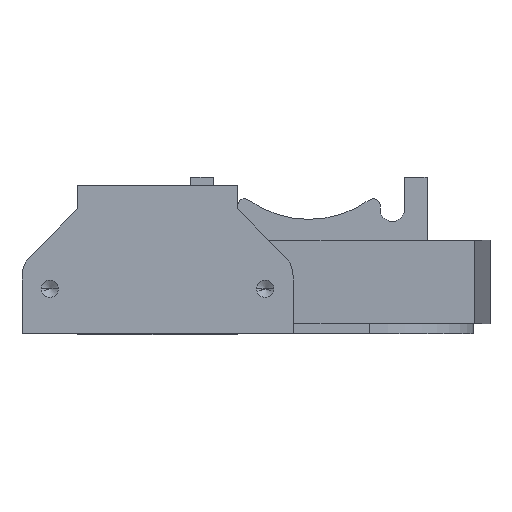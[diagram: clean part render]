
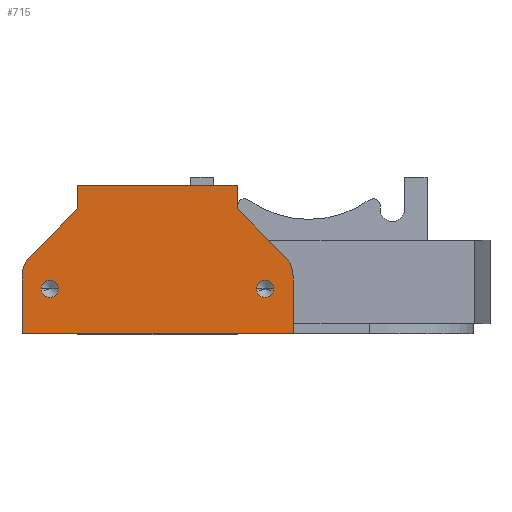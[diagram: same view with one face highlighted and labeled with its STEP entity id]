
A CAD part, left-side view. The second image highlights one B-rep face of the part: STEP entity #715.
In plain terms, the highlighted planar face has unit normal (-1, 0, 0).
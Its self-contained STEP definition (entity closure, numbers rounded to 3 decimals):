
#180 = FACE_OUTER_BOUND ( 'NONE', #2195, .T. ) ;
#193 = EDGE_CURVE ( 'NONE', #1932, #1778, #499, .T. ) ;
#208 = VERTEX_POINT ( 'NONE', #6422 ) ;
#344 = CARTESIAN_POINT ( 'NONE',  ( -82.317, 8.343, -7.978 ) ) ;
#499 = CIRCLE ( 'NONE', #5526, 4. ) ;
#534 = LINE ( 'NONE', #4284, #5111 ) ;
#594 = EDGE_LOOP ( 'NONE', ( #4506, #2793 ) ) ;
#624 = CARTESIAN_POINT ( 'NONE',  ( -82.317, 18., 0.022 ) ) ;
#715 = ADVANCED_FACE ( 'NONE', ( #4396, #4229, #180 ), #2111, .F. ) ;
#757 = EDGE_CURVE ( 'NONE', #5045, #208, #4700, .T. ) ;
#792 = EDGE_CURVE ( 'NONE', #4435, #1338, #3217, .T. ) ;
#815 = CARTESIAN_POINT ( 'NONE',  ( -82.317, 11.172, 29.851 ) ) ;
#853 = CARTESIAN_POINT ( 'NONE',  ( -82.317, 6.5, 28.272 ) ) ;
#952 = CARTESIAN_POINT ( 'NONE',  ( -82.317, 0., 31.022 ) ) ;
#992 = VECTOR ( 'NONE', #2969, 1000. ) ;
#1025 = CARTESIAN_POINT ( 'NONE',  ( -82.317, 6.5, 25.772 ) ) ;
#1029 = AXIS2_PLACEMENT_3D ( 'NONE', #1666, #4211, #5190 ) ;
#1089 = CARTESIAN_POINT ( 'NONE',  ( -82.317, 21.312, 23.022 ) ) ;
#1100 = VERTEX_POINT ( 'NONE', #4416 ) ;
#1115 = DIRECTION ( 'NONE',  ( -1., 0., 0. ) ) ;
#1117 = LINE ( 'NONE', #3717, #2064 ) ;
#1172 = ORIENTED_EDGE ( 'NONE', *, *, #3030, .F. ) ;
#1190 = VECTOR ( 'NONE', #5962, 1000. ) ;
#1217 = EDGE_CURVE ( 'NONE', #5494, #4283, #2659, .T. ) ;
#1338 = VERTEX_POINT ( 'NONE', #853 ) ;
#1404 = CIRCLE ( 'NONE', #5479, 4. ) ;
#1457 = CARTESIAN_POINT ( 'NONE',  ( -82.317, 18., 23.022 ) ) ;
#1552 = EDGE_CURVE ( 'NONE', #208, #2959, #1404, .T. ) ;
#1558 = VECTOR ( 'NONE', #4622, 1000. ) ;
#1641 = LINE ( 'NONE', #4918, #3363 ) ;
#1643 = EDGE_CURVE ( 'NONE', #4508, #1721, #6230, .T. ) ;
#1666 = CARTESIAN_POINT ( 'NONE',  ( -82.317, 6.5, -3.978 ) ) ;
#1680 = CARTESIAN_POINT ( 'NONE',  ( -82.317, 21.312, 0.022 ) ) ;
#1687 = CARTESIAN_POINT ( 'NONE',  ( -82.317, 0., -7.978 ) ) ;
#1719 = LINE ( 'NONE', #1687, #3279 ) ;
#1721 = VERTEX_POINT ( 'NONE', #1680 ) ;
#1749 = DIRECTION ( 'NONE',  ( 0., 0.707, -0.707 ) ) ;
#1778 = VERTEX_POINT ( 'NONE', #344 ) ;
#1860 = EDGE_CURVE ( 'NONE', #5430, #1932, #1641, .T. ) ;
#1932 = VERTEX_POINT ( 'NONE', #4883 ) ;
#1948 = CARTESIAN_POINT ( 'NONE',  ( -82.317, 6.5, -3.978 ) ) ;
#1957 = CARTESIAN_POINT ( 'NONE',  ( -82.317, 6.5, 27.022 ) ) ;
#1976 = CARTESIAN_POINT ( 'NONE',  ( -82.317, 8.343, -3.978 ) ) ;
#1977 = VECTOR ( 'NONE', #4431, 1000. ) ;
#1990 = CIRCLE ( 'NONE', #5683, 1.25 ) ;
#2064 = VECTOR ( 'NONE', #1749, 1000. ) ;
#2074 = ORIENTED_EDGE ( 'NONE', *, *, #1552, .T. ) ;
#2111 = PLANE ( 'NONE',  #5995 ) ;
#2183 = EDGE_CURVE ( 'NONE', #1778, #1100, #1719, .T. ) ;
#2195 = EDGE_LOOP ( 'NONE', ( #4584, #6138, #4763, #4020, #4513, #3506, #1172, #3871, #2074, #3125 ) ) ;
#2391 = EDGE_CURVE ( 'NONE', #5430, #1721, #3824, .T. ) ;
#2608 = DIRECTION ( 'NONE',  ( 0., 0., 1. ) ) ;
#2632 = EDGE_LOOP ( 'NONE', ( #5407, #2936 ) ) ;
#2659 = CIRCLE ( 'NONE', #1029, 1.25 ) ;
#2793 = ORIENTED_EDGE ( 'NONE', *, *, #1217, .F. ) ;
#2936 = ORIENTED_EDGE ( 'NONE', *, *, #792, .F. ) ;
#2959 = VERTEX_POINT ( 'NONE', #815 ) ;
#2961 = AXIS2_PLACEMENT_3D ( 'NONE', #1957, #4885, #3947 ) ;
#2969 = DIRECTION ( 'NONE',  ( 0., 1., 0. ) ) ;
#2995 = DIRECTION ( 'NONE',  ( -1., 0., 0. ) ) ;
#3010 = DIRECTION ( 'NONE',  ( 0., 0., -1. ) ) ;
#3030 = EDGE_CURVE ( 'NONE', #5045, #1100, #534, .T. ) ;
#3125 = ORIENTED_EDGE ( 'NONE', *, *, #5058, .T. ) ;
#3163 = CARTESIAN_POINT ( 'NONE',  ( -82.317, 21.312, 0.022 ) ) ;
#3179 = DIRECTION ( 'NONE',  ( 0., 0., 1. ) ) ;
#3195 = DIRECTION ( 'NONE',  ( 0., -1., 0. ) ) ;
#3217 = CIRCLE ( 'NONE', #2961, 1.25 ) ;
#3243 = DIRECTION ( 'NONE',  ( 1., 0., 0. ) ) ;
#3279 = VECTOR ( 'NONE', #3195, 1000. ) ;
#3363 = VECTOR ( 'NONE', #5873, 1000. ) ;
#3506 = ORIENTED_EDGE ( 'NONE', *, *, #2183, .T. ) ;
#3717 = CARTESIAN_POINT ( 'NONE',  ( -82.317, 29.55, 11.472 ) ) ;
#3757 = DIRECTION ( 'NONE',  ( 0., 0., -1. ) ) ;
#3770 = CARTESIAN_POINT ( 'NONE',  ( -82.317, 6.5, -5.228 ) ) ;
#3824 = LINE ( 'NONE', #5954, #992 ) ;
#3871 = ORIENTED_EDGE ( 'NONE', *, *, #757, .T. ) ;
#3947 = DIRECTION ( 'NONE',  ( 0., 0., 1. ) ) ;
#4020 = ORIENTED_EDGE ( 'NONE', *, *, #1860, .T. ) ;
#4054 = AXIS2_PLACEMENT_3D ( 'NONE', #5646, #1115, #3179 ) ;
#4122 = EDGE_CURVE ( 'NONE', #1338, #4435, #4423, .T. ) ;
#4181 = CARTESIAN_POINT ( 'NONE',  ( -82.317, 0., 31.022 ) ) ;
#4211 = DIRECTION ( 'NONE',  ( -1., 0., 0. ) ) ;
#4229 = FACE_BOUND ( 'NONE', #2632, .T. ) ;
#4283 = VERTEX_POINT ( 'NONE', #4925 ) ;
#4284 = CARTESIAN_POINT ( 'NONE',  ( -82.317, 0., 23.022 ) ) ;
#4395 = DIRECTION ( 'NONE',  ( 0., 0., -1. ) ) ;
#4396 = FACE_BOUND ( 'NONE', #594, .T. ) ;
#4416 = CARTESIAN_POINT ( 'NONE',  ( -82.317, 0., -7.978 ) ) ;
#4423 = CIRCLE ( 'NONE', #4054, 1.25 ) ;
#4431 = DIRECTION ( 'NONE',  ( 0., 1., 0. ) ) ;
#4435 = VERTEX_POINT ( 'NONE', #1025 ) ;
#4470 = DIRECTION ( 'NONE',  ( -1., 0., 0. ) ) ;
#4506 = ORIENTED_EDGE ( 'NONE', *, *, #4819, .F. ) ;
#4508 = VERTEX_POINT ( 'NONE', #1089 ) ;
#4513 = ORIENTED_EDGE ( 'NONE', *, *, #193, .T. ) ;
#4584 = ORIENTED_EDGE ( 'NONE', *, *, #5771, .T. ) ;
#4622 = DIRECTION ( 'NONE',  ( 0., 0., -1. ) ) ;
#4700 = LINE ( 'NONE', #952, #1190 ) ;
#4763 = ORIENTED_EDGE ( 'NONE', *, *, #2391, .F. ) ;
#4819 = EDGE_CURVE ( 'NONE', #4283, #5494, #1990, .T. ) ;
#4836 = CARTESIAN_POINT ( 'NONE',  ( -82.317, 18.1, 23.022 ) ) ;
#4883 = CARTESIAN_POINT ( 'NONE',  ( -82.317, 11.172, -6.806 ) ) ;
#4885 = DIRECTION ( 'NONE',  ( -1., 0., 0. ) ) ;
#4905 = DIRECTION ( 'NONE',  ( 0., 0., -1. ) ) ;
#4918 = CARTESIAN_POINT ( 'NONE',  ( -82.317, 18.05, 0.072 ) ) ;
#4925 = CARTESIAN_POINT ( 'NONE',  ( -82.317, 6.5, -2.728 ) ) ;
#5045 = VERTEX_POINT ( 'NONE', #4181 ) ;
#5058 = EDGE_CURVE ( 'NONE', #2959, #5579, #1117, .T. ) ;
#5111 = VECTOR ( 'NONE', #4395, 1000. ) ;
#5190 = DIRECTION ( 'NONE',  ( 0., 0., 1. ) ) ;
#5407 = ORIENTED_EDGE ( 'NONE', *, *, #4122, .F. ) ;
#5430 = VERTEX_POINT ( 'NONE', #624 ) ;
#5479 = AXIS2_PLACEMENT_3D ( 'NONE', #6002, #4470, #3010 ) ;
#5494 = VERTEX_POINT ( 'NONE', #3770 ) ;
#5526 = AXIS2_PLACEMENT_3D ( 'NONE', #1976, #2995, #4905 ) ;
#5574 = CARTESIAN_POINT ( 'NONE',  ( -82.317, 18.1, 0.022 ) ) ;
#5579 = VERTEX_POINT ( 'NONE', #1457 ) ;
#5646 = CARTESIAN_POINT ( 'NONE',  ( -82.317, 6.5, 27.022 ) ) ;
#5683 = AXIS2_PLACEMENT_3D ( 'NONE', #1948, #6090, #2608 ) ;
#5771 = EDGE_CURVE ( 'NONE', #5579, #4508, #6384, .T. ) ;
#5873 = DIRECTION ( 'NONE',  ( 0., -0.707, -0.707 ) ) ;
#5954 = CARTESIAN_POINT ( 'NONE',  ( -82.317, 18.1, 0.022 ) ) ;
#5962 = DIRECTION ( 'NONE',  ( 0., 1., 0. ) ) ;
#5995 = AXIS2_PLACEMENT_3D ( 'NONE', #5574, #3243, #3757 ) ;
#6002 = CARTESIAN_POINT ( 'NONE',  ( -82.317, 8.343, 27.022 ) ) ;
#6090 = DIRECTION ( 'NONE',  ( -1., 0., 0. ) ) ;
#6138 = ORIENTED_EDGE ( 'NONE', *, *, #1643, .T. ) ;
#6230 = LINE ( 'NONE', #3163, #1558 ) ;
#6384 = LINE ( 'NONE', #4836, #1977 ) ;
#6422 = CARTESIAN_POINT ( 'NONE',  ( -82.317, 8.343, 31.022 ) ) ;
